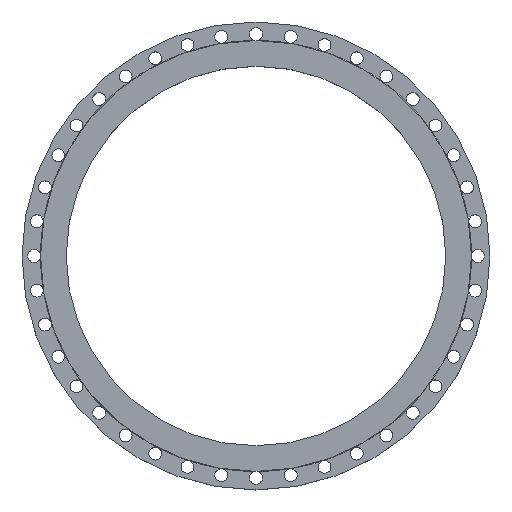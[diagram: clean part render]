
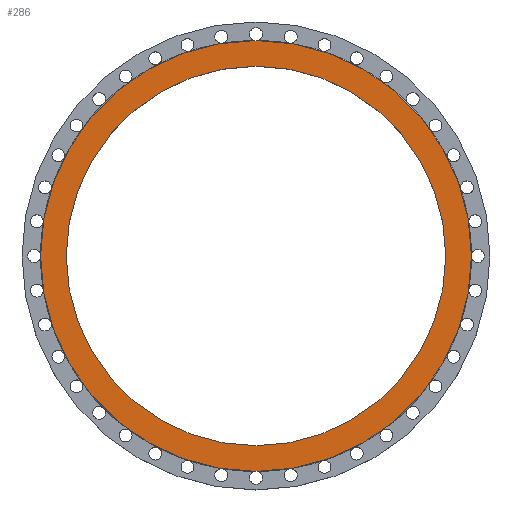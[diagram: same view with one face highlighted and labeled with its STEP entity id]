
A CAD part, top view. The second image highlights one B-rep face of the part: STEP entity #286.
In plain terms, the highlighted planar face has unit normal (0, 0, 1).
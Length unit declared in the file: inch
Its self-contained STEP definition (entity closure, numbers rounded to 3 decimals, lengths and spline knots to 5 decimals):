
#119 = AXIS2_PLACEMENT_3D ( 'NONE', #1265, #3218, #931 ) ;
#201 = CARTESIAN_POINT ( 'NONE',  ( 18.875, 0., 0. ) ) ;
#286 = ADVANCED_FACE ( 'NONE', ( #3573, #2347 ), #3880, .F. ) ;
#344 = DIRECTION ( 'NONE',  ( 0., 0., 1. ) ) ;
#432 = AXIS2_PLACEMENT_3D ( 'NONE', #4060, #2747, #1254 ) ;
#443 = AXIS2_PLACEMENT_3D ( 'NONE', #3140, #344, #1625 ) ;
#919 = CIRCLE ( 'NONE', #443, 18.875 ) ;
#922 = ORIENTED_EDGE ( 'NONE', *, *, #2145, .F. ) ;
#931 = DIRECTION ( 'NONE',  ( 1., 0., 0. ) ) ;
#993 = DIRECTION ( 'NONE',  ( 0., 0., 1. ) ) ;
#1203 = ORIENTED_EDGE ( 'NONE', *, *, #2531, .T. ) ;
#1254 = DIRECTION ( 'NONE',  ( 1., 0., 0. ) ) ;
#1265 = CARTESIAN_POINT ( 'NONE',  ( 0., 0., 0. ) ) ;
#1287 = CARTESIAN_POINT ( 'NONE',  ( 0., 0., 0. ) ) ;
#1331 = CARTESIAN_POINT ( 'NONE',  ( -16.625, 0., 0. ) ) ;
#1394 = VERTEX_POINT ( 'NONE', #201 ) ;
#1614 = EDGE_LOOP ( 'NONE', ( #922, #1622 ) ) ;
#1622 = ORIENTED_EDGE ( 'NONE', *, *, #1623, .F. ) ;
#1623 = EDGE_CURVE ( 'NONE', #3477, #2816, #2696, .T. ) ;
#1625 = DIRECTION ( 'NONE',  ( 1., 0., 0. ) ) ;
#1658 = CIRCLE ( 'NONE', #119, 18.875 ) ;
#1665 = CARTESIAN_POINT ( 'NONE',  ( 16.625, 0., 0. ) ) ;
#1676 = DIRECTION ( 'NONE',  ( -1., 0., 0. ) ) ;
#1824 = CARTESIAN_POINT ( 'NONE',  ( -18.875, 0., 0. ) ) ;
#1897 = DIRECTION ( 'NONE',  ( 1., 0., 0. ) ) ;
#2121 = ORIENTED_EDGE ( 'NONE', *, *, #2649, .T. ) ;
#2145 = EDGE_CURVE ( 'NONE', #2816, #3477, #3767, .T. ) ;
#2289 = CARTESIAN_POINT ( 'NONE',  ( 0., 16.625, 0. ) ) ;
#2347 = FACE_OUTER_BOUND ( 'NONE', #3631, .T. ) ;
#2531 = EDGE_CURVE ( 'NONE', #1394, #2883, #1658, .T. ) ;
#2630 = AXIS2_PLACEMENT_3D ( 'NONE', #2289, #3327, #1676 ) ;
#2649 = EDGE_CURVE ( 'NONE', #2883, #1394, #919, .T. ) ;
#2696 = CIRCLE ( 'NONE', #432, 16.625 ) ;
#2747 = DIRECTION ( 'NONE',  ( 0., 0., 1. ) ) ;
#2816 = VERTEX_POINT ( 'NONE', #1665 ) ;
#2883 = VERTEX_POINT ( 'NONE', #1824 ) ;
#3140 = CARTESIAN_POINT ( 'NONE',  ( 0., 0., 0. ) ) ;
#3218 = DIRECTION ( 'NONE',  ( 0., 0., 1. ) ) ;
#3327 = DIRECTION ( 'NONE',  ( 0., 0., -1. ) ) ;
#3477 = VERTEX_POINT ( 'NONE', #1331 ) ;
#3565 = AXIS2_PLACEMENT_3D ( 'NONE', #1287, #993, #1897 ) ;
#3573 = FACE_BOUND ( 'NONE', #1614, .T. ) ;
#3631 = EDGE_LOOP ( 'NONE', ( #1203, #2121 ) ) ;
#3767 = CIRCLE ( 'NONE', #3565, 16.625 ) ;
#3880 = PLANE ( 'NONE',  #2630 ) ;
#4060 = CARTESIAN_POINT ( 'NONE',  ( 0., 0., 0. ) ) ;
